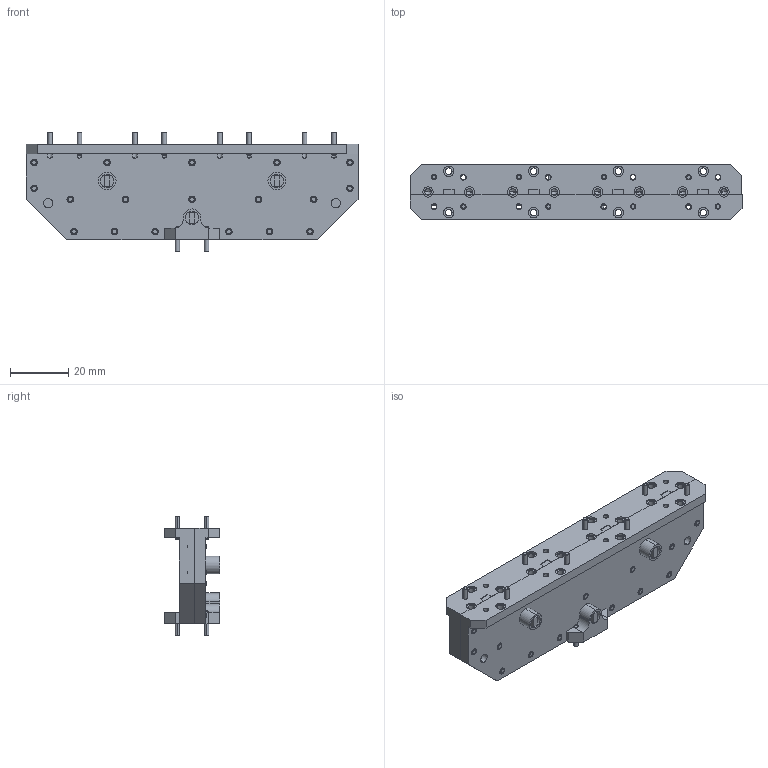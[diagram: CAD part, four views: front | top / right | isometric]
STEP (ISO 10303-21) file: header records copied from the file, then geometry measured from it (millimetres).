
FILE_DESCRIPTION (( 'STEP AP203' ), '1' );
FILE_NAME ('SWP-50375304-15-E1.STEP', '2019-03-06T18:18:23', ( '' ), ( '' ), 'SwSTEP 2.0', 'SolidWorks 2016', '' );
FILE_SCHEMA (( 'CONFIG_CONTROL_DESIGN' ));
Products named in the file (1): SWP-50375304-15-E1
Bounding box: 114.3 x 19.05 x 41.15 mm (x, y, z)
Volume: 36466.5 mm3; surface area: 25989.1 mm2
Topology: 38 solids, 38 shells, 2048 faces, 5326 edges, 3386 vertices
Faces by surface type: cylinder 1208, cone 405, plane 395, bspline 40
Entity records: 83820 total; most frequent: CARTESIAN_POINT 38060, ORIENTED_EDGE 10608, DIRECTION 8679, EDGE_CURVE 5304, VERTEX_POINT 3386, AXIS2_PLACEMENT_3D 3275, EDGE_LOOP 2242, VECTOR 2129
